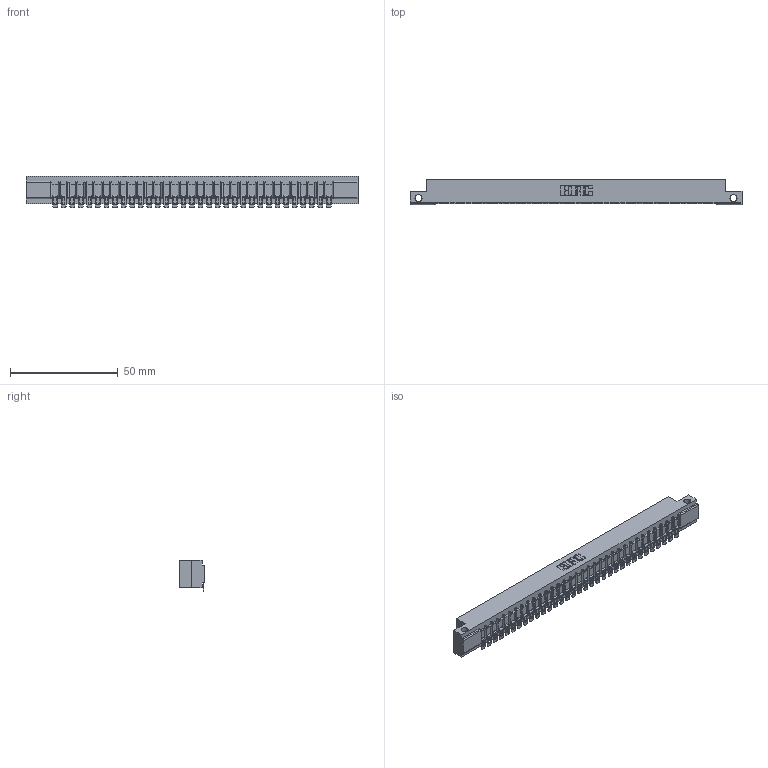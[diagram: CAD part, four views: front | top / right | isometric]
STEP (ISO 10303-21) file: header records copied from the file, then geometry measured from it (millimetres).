
FILE_DESCRIPTION (( 'STEP AP203' ), '1' );
FILE_NAME ('307-033-554-112.STEP', '2019-09-05T06:10:51', ( '' ), ( '' ), 'SwSTEP 2.0', 'SolidWorks 2016', '' );
FILE_SCHEMA (( 'CONFIG_CONTROL_DESIGN' ));
Length unit declared in the file: inch
Products named in the file (3): 307-290-002_554; 307-033-554-112; 307 Part_.128 Dia Side Mounting Holes
Assembly tree (34 placements, depth 2):
  307-033-554-112
    307 Part_.128 Dia Side Mounting Holes
    307-290-002_554  x33
Bounding box: 153.77 x 12.01 x 14.52 mm (x, y, z)
Volume: 16258.2 mm3; surface area: 20361.5 mm2
Topology: 34 solids, 34 shells, 2825 faces, 8672 edges, 5688 vertices
Faces by surface type: plane 1588, cylinder 1169, sphere 68
Entity records: 30367 total; most frequent: CARTESIAN_POINT 5122, ORIENTED_EDGE 5112, DIRECTION 4986, EDGE_CURVE 2556, LINE 1946, VECTOR 1946, VERTEX_POINT 1656, AXIS2_PLACEMENT_3D 1520
